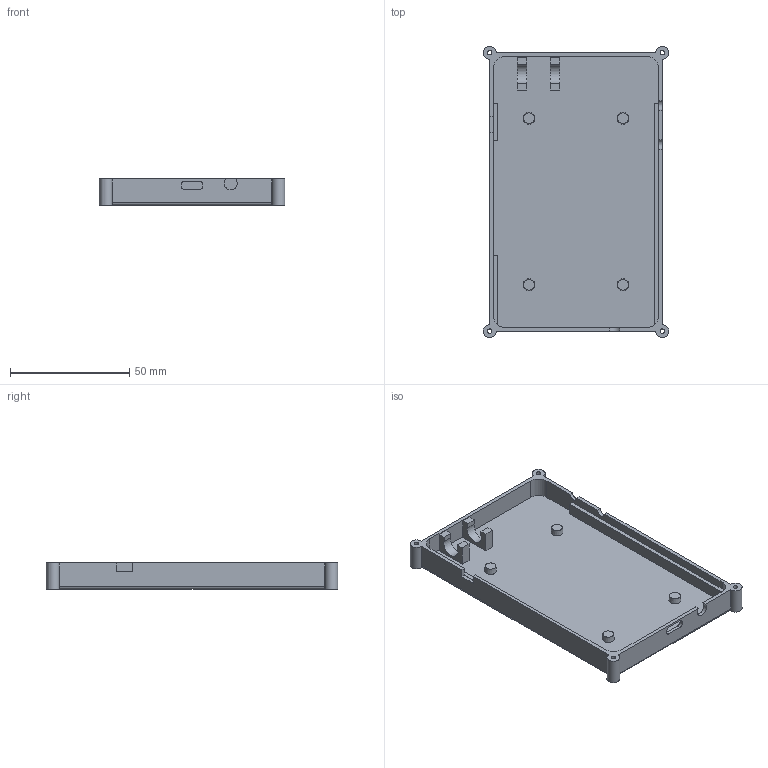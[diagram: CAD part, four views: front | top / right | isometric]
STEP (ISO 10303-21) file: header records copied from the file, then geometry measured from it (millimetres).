
FILE_DESCRIPTION(('FreeCAD Model'),'2;1');
FILE_NAME('Open CASCADE Shape Model','2025-06-18T15:25:09',(''),(''), 'Open CASCADE STEP processor 7.8','FreeCAD','Unknown');
FILE_SCHEMA(('AUTOMOTIVE_DESIGN { 1 0 10303 214 1 1 1 1 }'));
Length unit declared in the file: millimetre
Products named in the file (1): bot
Bounding box: 78 x 122.5 x 11 mm (x, y, z)
Volume: 28068.7 mm3; surface area: 25549.4 mm2
Topology: 1 solids, 1 shells, 92 faces, 248 edges, 168 vertices
Faces by surface type: plane 59, cylinder 29, cone 4
Full cylindrical faces by diameter (mm): 1.9 x4, 4 x4
Entity records: 3120 total; most frequent: CARTESIAN_POINT 701, ORIENTED_EDGE 496, DIRECTION 494, EDGE_CURVE 248, VERTEX_POINT 168, AXIS2_PLACEMENT_3D 165, LINE 164, VECTOR 164
